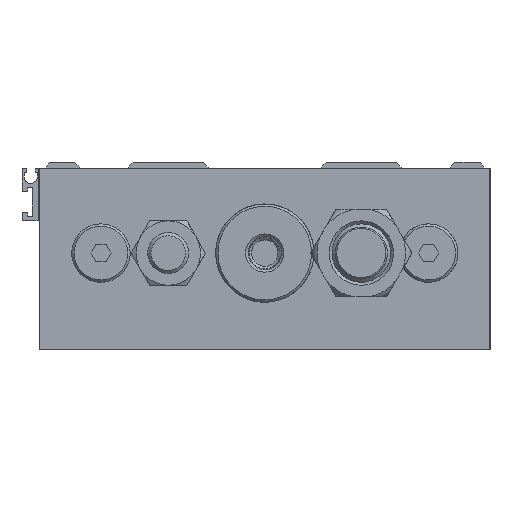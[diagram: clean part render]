
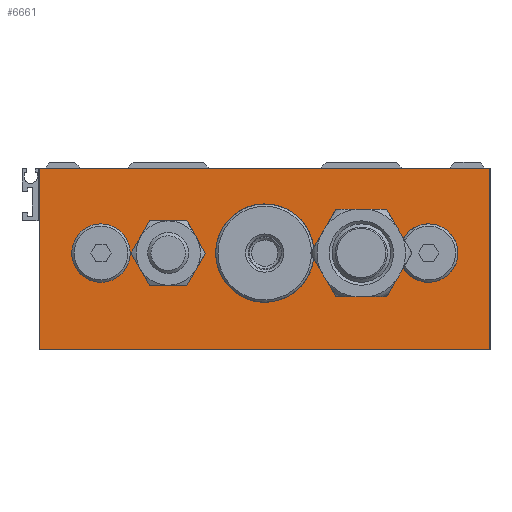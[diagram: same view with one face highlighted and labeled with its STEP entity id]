
A CAD part, left-side view. The second image highlights one B-rep face of the part: STEP entity #6661.
In plain terms, the highlighted planar face has unit normal (-1, 0, 0).
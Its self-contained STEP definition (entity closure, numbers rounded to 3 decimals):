
#5575=CARTESIAN_POINT('',(0.,-16.706,
-27.223));
#5576=VERTEX_POINT('Vertex276',#5575);
#5583=CARTESIAN_POINT('',(0.,-16.706,
-30.777));
#5584=VERTEX_POINT('Vertex277',#5583);
#5613=CARTESIAN_POINT('',(0.,-47.387,
-34.081));
#5614=VERTEX_POINT('Vertex278',#5613);
#5630=CARTESIAN_POINT('',(0.,-47.387,
-23.919));
#5631=VERTEX_POINT('Vertex279',#5630);
#5683=CARTESIAN_POINT('',(0.,26.647,
-17.997));
#5684=VERTEX_POINT('Vertex281',#5683);
#5692=CARTESIAN_POINT('',(0.,20.295,-29.));
#5693=VERTEX_POINT('Vertex282',#5692);
#5700=CARTESIAN_POINT('',(0.,23.471,
-23.499));
#5701=DIRECTION('',(0.,-0.5,-0.866));
#5702=VECTOR('',#5701,1.);
#5703=LINE('nurbsCrv385',#5700,#5702);
#5704=EDGE_CURVE('Edge385',#5684,#5693,#5703,.T.);
#5714=CARTESIAN_POINT('',(0.,39.353,-17.997));
#5715=VERTEX_POINT('Vertex283',#5714);
#5725=CARTESIAN_POINT('',(0.,33.,
-17.997));
#5726=DIRECTION('',(0.,-1.,0.));
#5727=VECTOR('',#5726,1.);
#5728=LINE('nurbsCrv387',#5725,#5727);
#5729=EDGE_CURVE('Edge387',#5715,#5684,#5728,.T.);
#5741=CARTESIAN_POINT('',(0.,26.647,
-40.003));
#5742=VERTEX_POINT('Vertex284',#5741);
#5749=CARTESIAN_POINT('',(0.,23.471,
-34.501));
#5750=DIRECTION('',(0.,0.5,-0.866));
#5751=VECTOR('',#5750,1.);
#5752=LINE('nurbsCrv389',#5749,#5751);
#5753=EDGE_CURVE('Edge389',#5693,#5742,#5752,.T.);
#5763=CARTESIAN_POINT('',(0.,39.353,-40.003));
#5764=VERTEX_POINT('Vertex285',#5763);
#5772=CARTESIAN_POINT('',(0.,45.705,-29.));
#5773=VERTEX_POINT('Vertex286',#5772);
#5780=CARTESIAN_POINT('',(0.,42.529,
-34.501));
#5781=DIRECTION('',(0.,0.5,0.866));
#5782=VECTOR('',#5781,1.);
#5783=LINE('nurbsCrv392',#5780,#5782);
#5784=EDGE_CURVE('Edge392',#5764,#5773,#5783,.T.);
#5797=CARTESIAN_POINT('',(0.,42.529,
-23.499));
#5798=DIRECTION('',(0.,-0.5,0.866));
#5799=VECTOR('',#5798,1.);
#5800=LINE('nurbsCrv393',#5797,#5799);
#5801=EDGE_CURVE('Edge393',#5773,#5715,#5800,.T.);
#5815=CARTESIAN_POINT('',(0.,33.,
-40.003));
#5816=DIRECTION('',(0.,1.,0.));
#5817=VECTOR('',#5816,1.);
#5818=LINE('nurbsCrv394',#5815,#5817);
#5819=EDGE_CURVE('Edge394',#5742,#5764,#5818,.T.);
#5829=CARTESIAN_POINT('',(0.,-41.66,-44.));
#5830=VERTEX_POINT('Vertex287',#5829);
#5840=CARTESIAN_POINT('',(0.,-24.34,-44.));
#5841=VERTEX_POINT('Vertex288',#5840);
#5848=CARTESIAN_POINT('',(0.,-33.,-44.));
#5849=DIRECTION('',(0.,1.,0.));
#5850=VECTOR('',#5849,1.);
#5851=LINE('nurbsCrv397',#5848,#5850);
#5852=EDGE_CURVE('Edge397',#5830,#5841,#5851,.T.);
#5862=CARTESIAN_POINT('',(0.,-44.524,
-39.04));
#5863=DIRECTION('',(0.,0.5,-0.866)
);
#5864=VECTOR('',#5863,1.);
#5865=LINE('nurbsCrv398',#5862,#5864);
#5866=EDGE_CURVE('Edge398',#5614,#5830,#5865,.T.);
#5900=CARTESIAN_POINT('',(0.,-20.523,
-37.389));
#5901=DIRECTION('',(0.,0.5,0.866));
#5902=VECTOR('',#5901,1.);
#5903=LINE('nurbsCrv401',#5900,#5902);
#5904=EDGE_CURVE('Edge401',#5841,#5584,#5903,.T.);
#5916=CARTESIAN_POINT('',(0.,-41.66,-14.));
#5917=VERTEX_POINT('Vertex289',#5916);
#5918=CARTESIAN_POINT('',(0.,-44.524,
-18.96));
#5919=DIRECTION('',(0.,-0.5,-0.866));
#5920=VECTOR('',#5919,1.);
#5921=LINE('nurbsCrv402',#5918,#5920);
#5922=EDGE_CURVE('Edge402',#5917,#5631,#5921,.T.);
#5946=CARTESIAN_POINT('',(0.,-24.34,-14.));
#5947=VERTEX_POINT('Vertex290',#5946);
#5954=CARTESIAN_POINT('',(0.,-20.523,
-20.611));
#5955=DIRECTION('',(0.,-0.5,0.866));
#5956=VECTOR('',#5955,1.);
#5957=LINE('nurbsCrv405',#5954,#5956);
#5958=EDGE_CURVE('Edge405',#5576,#5947,#5957,.T.);
#5975=CARTESIAN_POINT('',(0.,-33.,-14.));
#5976=DIRECTION('',(0.,-1.,0.));
#5977=VECTOR('',#5976,1.);
#5978=LINE('nurbsCrv406',#5975,#5977);
#5979=EDGE_CURVE('Edge406',#5947,#5917,#5978,.T.);
#5989=CARTESIAN_POINT('',(0.,-77.,0.));
#5990=VERTEX_POINT('Vertex291',#5989);
#5998=CARTESIAN_POINT('',(0.,77.,0.));
#5999=VERTEX_POINT('Vertex292',#5998);
#6006=CARTESIAN_POINT('',(0.,0.,0.));
#6007=DIRECTION('',(0.,-1.,0.));
#6008=VECTOR('',#6007,1.);
#6009=LINE('nurbsCrv409',#6006,#6008);
#6010=EDGE_CURVE('Edge409',#5999,#5990,#6009,.T.);
#6481=CARTESIAN_POINT('',(0.,66.,-29.));
#6482=VERTEX_POINT('Vertex307',#6481);
#6483=CARTESIAN_POINT('',(0.,56.,-29.));
#6484=DIRECTION('',(1.,0.,0.));
#6485=DIRECTION('',(0.,1.,0.));
#6486=AXIS2_PLACEMENT_3D('',#6483,#6484,#6485);
#6487=CIRCLE('nurbsCrv435',#6486,10.);
#6488=EDGE_CURVE('Edge435',#6482,#6482,#6487,.T.);
#6498=CARTESIAN_POINT('',(0.,16.8,-29.));
#6499=VERTEX_POINT('Vertex467',#6498);
#6500=CARTESIAN_POINT('',(0.,0.,-29.));
#6501=DIRECTION('',(1.,0.,0.));
#6502=DIRECTION('',(0.,-0.994,-0.106
));
#6503=AXIS2_PLACEMENT_3D('',#6500,#6501,#6502);
#6504=CIRCLE('nurbsCrv1782',#6503,16.8);
#6505=EDGE_CURVE('Edge706',#5584,#6499,#6504,.T.);
#6508=CARTESIAN_POINT('',(0.,0.,-29.));
#6509=DIRECTION('',(1.,0.,0.));
#6510=DIRECTION('',(0.,1.,0.));
#6511=AXIS2_PLACEMENT_3D('',#6508,#6509,#6510);
#6512=CIRCLE('nurbsCrv1783',#6511,16.8);
#6513=EDGE_CURVE('Edge707',#6499,#5576,#6512,.T.);
#6532=CARTESIAN_POINT('',(0.,-56.,
-29.));
#6533=DIRECTION('',(1.,0.,0.));
#6534=DIRECTION('',(0.,0.861,0.508)
);
#6535=AXIS2_PLACEMENT_3D('',#6532,#6533,#6534);
#6536=CIRCLE('nurbsCrv437',#6535,10.);
#6537=EDGE_CURVE('Edge437',#5631,#5614,#6536,.T.);
#6552=CARTESIAN_POINT('',(0.,77.,-62.));
#6553=VERTEX_POINT('Vertex308',#6552);
#6560=CARTESIAN_POINT('',(0.,77.,-31.));
#6561=DIRECTION('',(0.,0.,-1.));
#6562=VECTOR('',#6561,1.);
#6563=LINE('nurbsCrv439',#6560,#6562);
#6564=EDGE_CURVE('Edge439',#5999,#6553,#6563,.T.);
#6616=ORIENTED_EDGE('Edgeuse872',*,*,#6564,.T.);
#6617=CARTESIAN_POINT('',(0.,-77.,-62.));
#6618=VERTEX_POINT('Vertex311',#6617);
#6619=CARTESIAN_POINT('',(0.,0.,
-62.));
#6620=DIRECTION('',(0.,-1.,0.));
#6621=VECTOR('',#6620,1.);
#6622=LINE('nurbsCrv442',#6619,#6621);
#6623=EDGE_CURVE('Edge442',#6553,#6618,#6622,.T.);
#6624=ORIENTED_EDGE('Edgeuse873',*,*,#6623,.T.);
#6625=CARTESIAN_POINT('',(0.,-77.,-31.));
#6626=DIRECTION('',(0.,0.,-1.));
#6627=VECTOR('',#6626,1.);
#6628=LINE('nurbsCrv443',#6625,#6627);
#6629=EDGE_CURVE('Edge443',#5990,#6618,#6628,.T.);
#6630=ORIENTED_EDGE('Edgeuse874',*,*,#6629,.F.);
#6631=ORIENTED_EDGE('Edgeuse875',*,*,#6010,.F.);
#6632=EDGE_LOOP('',(#6616,#6624,#6630,#6631));
#6633=FACE_OUTER_BOUND('',#6632,.T.);
#6634=ORIENTED_EDGE('Edgeuse857',*,*,#5922,.T.);
#6635=ORIENTED_EDGE('Edgeuse858',*,*,#6537,.T.);
#6636=ORIENTED_EDGE('Edgeuse859',*,*,#5866,.T.);
#6637=ORIENTED_EDGE('Edgeuse860',*,*,#5852,.T.);
#6638=ORIENTED_EDGE('Edgeuse861',*,*,#5904,.T.);
#6639=ORIENTED_EDGE('Edgeuse1412',*,*,#6505,.T.);
#6640=ORIENTED_EDGE('Edgeuse1414',*,*,#6513,.T.);
#6641=ORIENTED_EDGE('Edgeuse863',*,*,#5958,.T.);
#6642=ORIENTED_EDGE('Edgeuse864',*,*,#5979,.T.);
#6643=EDGE_LOOP('',(#6634,#6635,#6636,#6637,#6638,#6639,#6640,#6641,#6642));
#6644=FACE_BOUND('',#6643,.T.);
#6645=ORIENTED_EDGE('Edgeuse865',*,*,#5801,.T.);
#6646=ORIENTED_EDGE('Edgeuse866',*,*,#5729,.T.);
#6647=ORIENTED_EDGE('Edgeuse867',*,*,#5704,.T.);
#6648=ORIENTED_EDGE('Edgeuse868',*,*,#5753,.T.);
#6649=ORIENTED_EDGE('Edgeuse869',*,*,#5819,.T.);
#6650=ORIENTED_EDGE('Edgeuse870',*,*,#5784,.T.);
#6651=EDGE_LOOP('',(#6645,#6646,#6647,#6648,#6649,#6650));
#6652=FACE_BOUND('',#6651,.T.);
#6653=ORIENTED_EDGE('Edgeuse871',*,*,#6488,.T.);
#6654=EDGE_LOOP('',(#6653));
#6655=FACE_BOUND('',#6654,.T.);
#6656=CARTESIAN_POINT('',(0.,0.,
-31.));
#6657=DIRECTION('',(-1.,0.,0.));
#6658=DIRECTION('',(0.,0.,1.));
#6659=AXIS2_PLACEMENT_3D('',#6656,#6657,#6658);
#6660=PLANE('nurbsSrf191',#6659);
#6661=ADVANCED_FACE('Face191',(#6633,#6644,#6652,#6655),#6660,.T.);
